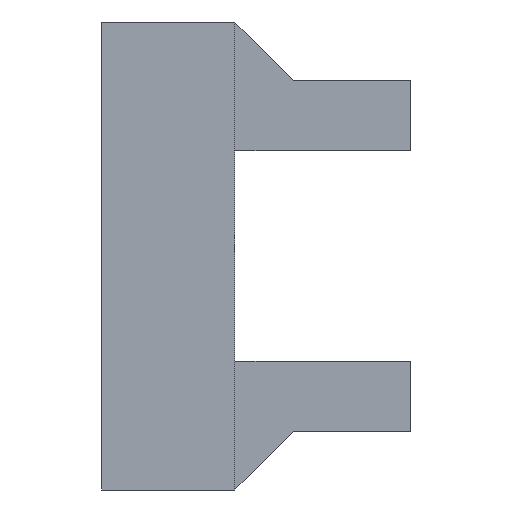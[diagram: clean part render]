
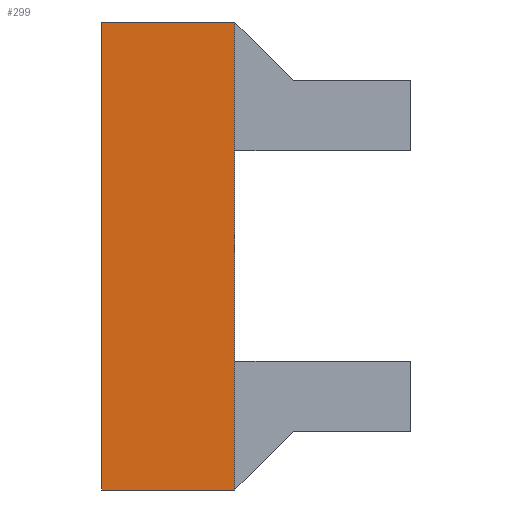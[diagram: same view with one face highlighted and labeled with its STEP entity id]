
A CAD part, left-side view. The second image highlights one B-rep face of the part: STEP entity #299.
In plain terms, the highlighted planar face has unit normal (-1, 0, 0).
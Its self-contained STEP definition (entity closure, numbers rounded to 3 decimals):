
#8 = VECTOR ( 'NONE', #854, 1000. ) ;
#30 = PLANE ( 'NONE',  #116 ) ;
#58 = CARTESIAN_POINT ( 'NONE',  ( -32.95, 25.5, 10. ) ) ;
#116 = AXIS2_PLACEMENT_3D ( 'NONE', #850, #130, #673 ) ;
#130 = DIRECTION ( 'NONE',  ( 1., 0., 0. ) ) ;
#187 = CARTESIAN_POINT ( 'NONE',  ( -32.95, 31.2, -10. ) ) ;
#193 = EDGE_CURVE ( 'NONE', #978, #547, #986, .T. ) ;
#197 = DIRECTION ( 'NONE',  ( 0., 0., 1. ) ) ;
#290 = LINE ( 'NONE', #953, #8 ) ;
#299 = ADVANCED_FACE ( 'NONE', ( #530 ), #30, .F. ) ;
#354 = VECTOR ( 'NONE', #197, 1000. ) ;
#386 = EDGE_CURVE ( 'NONE', #891, #719, #798, .T. ) ;
#392 = ORIENTED_EDGE ( 'NONE', *, *, #386, .F. ) ;
#403 = LINE ( 'NONE', #743, #627 ) ;
#426 = CARTESIAN_POINT ( 'NONE',  ( -32.95, 25.5, -10. ) ) ;
#427 = ORIENTED_EDGE ( 'NONE', *, *, #193, .T. ) ;
#428 = EDGE_CURVE ( 'NONE', #891, #978, #290, .T. ) ;
#451 = CARTESIAN_POINT ( 'NONE',  ( -32.95, 25.5, 0. ) ) ;
#530 = FACE_OUTER_BOUND ( 'NONE', #734, .T. ) ;
#541 = VECTOR ( 'NONE', #949, 1000. ) ;
#547 = VERTEX_POINT ( 'NONE', #58 ) ;
#627 = VECTOR ( 'NONE', #814, 1000. ) ;
#673 = DIRECTION ( 'NONE',  ( 0., 0., -1. ) ) ;
#719 = VERTEX_POINT ( 'NONE', #934 ) ;
#734 = EDGE_LOOP ( 'NONE', ( #427, #845, #392, #806 ) ) ;
#743 = CARTESIAN_POINT ( 'NONE',  ( -32.95, 28.2, 10. ) ) ;
#785 = EDGE_CURVE ( 'NONE', #719, #547, #403, .T. ) ;
#798 = LINE ( 'NONE', #864, #541 ) ;
#806 = ORIENTED_EDGE ( 'NONE', *, *, #428, .T. ) ;
#814 = DIRECTION ( 'NONE',  ( 0., -1., 0. ) ) ;
#845 = ORIENTED_EDGE ( 'NONE', *, *, #785, .F. ) ;
#850 = CARTESIAN_POINT ( 'NONE',  ( -32.95, 28.2, 0. ) ) ;
#854 = DIRECTION ( 'NONE',  ( 0., -1., 0. ) ) ;
#864 = CARTESIAN_POINT ( 'NONE',  ( -32.95, 31.2, -10. ) ) ;
#891 = VERTEX_POINT ( 'NONE', #187 ) ;
#934 = CARTESIAN_POINT ( 'NONE',  ( -32.95, 31.2, 10. ) ) ;
#949 = DIRECTION ( 'NONE',  ( 0., 0., 1. ) ) ;
#953 = CARTESIAN_POINT ( 'NONE',  ( -32.95, 28.2, -10. ) ) ;
#978 = VERTEX_POINT ( 'NONE', #426 ) ;
#986 = LINE ( 'NONE', #451, #354 ) ;
